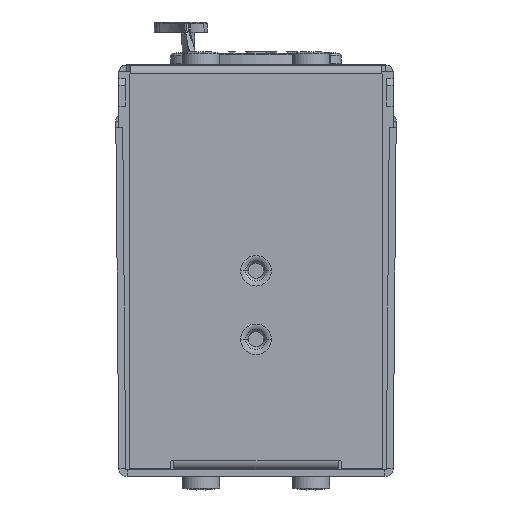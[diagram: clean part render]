
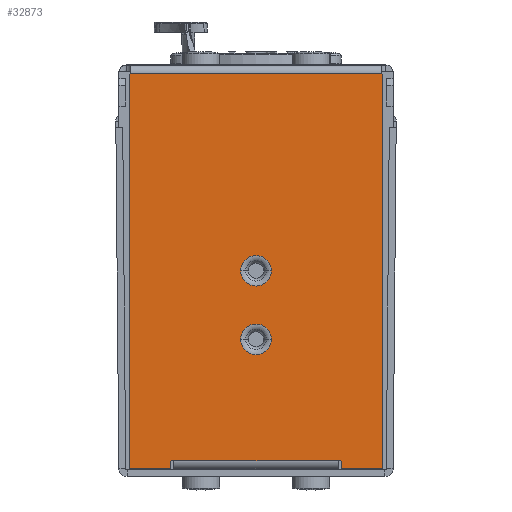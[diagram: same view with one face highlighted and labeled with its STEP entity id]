
A CAD part, left-side view. The second image highlights one B-rep face of the part: STEP entity #32873.
In plain terms, the highlighted planar face has unit normal (-1, 0, 0).
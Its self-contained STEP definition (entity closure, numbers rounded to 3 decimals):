
#6754=CARTESIAN_POINT('',(-75.,12.25,-56.95));
#6755=DIRECTION('',(1.,0.,0.));
#6756=DIRECTION('',(0.,1.,0.));
#6757=AXIS2_PLACEMENT_3D('',#6754,#6755,#6756);
#6759=DIRECTION('',(0.,0.,1.));
#6760=VECTOR('',#6759,0.95);
#6761=CARTESIAN_POINT('',(-75.,12.5,-57.9));
#6762=LINE('',#6761,#6760);
#6763=DIRECTION('',(0.,-1.,0.));
#6764=VECTOR('',#6763,6.);
#6765=CARTESIAN_POINT('',(-75.,18.5,-57.9));
#6766=LINE('',#6765,#6764);
#6767=DIRECTION('',(0.,0.,1.));
#6768=VECTOR('',#6767,57.422);
#6769=CARTESIAN_POINT('',(-75.,18.5,-57.9));
#6770=LINE('',#6769,#6768);
#6771=CARTESIAN_POINT('',(-75.,19.229,0.207));
#6772=DIRECTION('',(1.,0.,0.));
#6773=DIRECTION('',(0.,-0.913,-0.407));
#6774=AXIS2_PLACEMENT_3D('',#6771,#6772,#6773);
#6776=CARTESIAN_POINT('',(-75.,-19.229,0.207));
#6777=DIRECTION('',(1.,0.,0.));
#6778=DIRECTION('',(0.,0.729,-0.685));
#6779=AXIS2_PLACEMENT_3D('',#6776,#6777,#6778);
#6781=DIRECTION('',(0.,0.,1.));
#6782=VECTOR('',#6781,57.422);
#6783=CARTESIAN_POINT('',(-75.,-18.5,-57.9));
#6784=LINE('',#6783,#6782);
#6785=DIRECTION('',(0.,-1.,0.));
#6786=VECTOR('',#6785,6.);
#6787=CARTESIAN_POINT('',(-75.,-12.5,-57.9));
#6788=LINE('',#6787,#6786);
#6789=DIRECTION('',(0.,0.,1.));
#6790=VECTOR('',#6789,0.95);
#6791=CARTESIAN_POINT('',(-75.,-12.5,-57.9));
#6792=LINE('',#6791,#6790);
#6793=CARTESIAN_POINT('',(-75.,-12.25,-56.95));
#6794=DIRECTION('',(-1.,0.,0.));
#6795=DIRECTION('',(0.,-1.,0.));
#6796=AXIS2_PLACEMENT_3D('',#6793,#6794,#6795);
#6798=CARTESIAN_POINT('',(-75.,0.,-39.));
#6799=DIRECTION('',(-1.,0.,0.));
#6800=DIRECTION('',(0.,-1.,0.));
#6801=AXIS2_PLACEMENT_3D('',#6798,#6799,#6800);
#6803=CARTESIAN_POINT('',(-75.,0.,-39.));
#6804=DIRECTION('',(-1.,0.,0.));
#6805=DIRECTION('',(0.,1.,0.));
#6806=AXIS2_PLACEMENT_3D('',#6803,#6804,#6805);
#6808=CARTESIAN_POINT('',(-75.,0.,-29.));
#6809=DIRECTION('',(-1.,0.,0.));
#6810=DIRECTION('',(0.,-1.,0.));
#6811=AXIS2_PLACEMENT_3D('',#6808,#6809,#6810);
#6813=CARTESIAN_POINT('',(-75.,0.,-29.));
#6814=DIRECTION('',(-1.,0.,0.));
#6815=DIRECTION('',(0.,1.,0.));
#6816=AXIS2_PLACEMENT_3D('',#6813,#6814,#6815);
#6845=DIRECTION('',(0.,-1.,0.));
#6846=VECTOR('',#6845,24.5);
#6847=CARTESIAN_POINT('',(-75.,12.25,-56.7));
#6848=LINE('',#6847,#6846);
#6964=CARTESIAN_POINT('',(-75.,18.315,-0.2));
#6970=CARTESIAN_POINT('',(-75.,-18.315,-0.2));
#6990=DIRECTION('',(0.,1.,0.));
#6991=VECTOR('',#6990,36.63);
#6992=CARTESIAN_POINT('',(-75.,-18.315,-0.2));
#6993=LINE('',#6992,#6991);
#18763=VERTEX_POINT('',#6964);
#18764=VERTEX_POINT('',#6970);
#18789=CARTESIAN_POINT('',(-75.,18.5,-57.9));
#18790=CARTESIAN_POINT('',(-75.,18.5,-0.478));
#18791=VERTEX_POINT('',#18789);
#18792=VERTEX_POINT('',#18790);
#18793=CARTESIAN_POINT('',(-75.,-18.5,-57.9));
#18794=CARTESIAN_POINT('',(-75.,-18.5,-0.478));
#18795=VERTEX_POINT('',#18793);
#18796=VERTEX_POINT('',#18794);
#18811=CARTESIAN_POINT('',(-75.,12.5,-57.9));
#18812=CARTESIAN_POINT('',(-75.,12.5,-56.95));
#18813=VERTEX_POINT('',#18811);
#18814=VERTEX_POINT('',#18812);
#18815=CARTESIAN_POINT('',(-75.,12.25,-56.7));
#18816=VERTEX_POINT('',#18815);
#18818=CARTESIAN_POINT('',(-75.,-12.5,-57.9));
#18819=CARTESIAN_POINT('',(-75.,-12.5,-56.95));
#18820=VERTEX_POINT('',#18818);
#18821=VERTEX_POINT('',#18819);
#18822=CARTESIAN_POINT('',(-75.,-12.25,-56.7));
#18823=VERTEX_POINT('',#18822);
#18845=CARTESIAN_POINT('',(-75.,-2.23,-39.));
#18846=CARTESIAN_POINT('',(-75.,2.23,-39.));
#18847=VERTEX_POINT('',#18845);
#18848=VERTEX_POINT('',#18846);
#18849=CARTESIAN_POINT('',(-75.,-2.23,-29.));
#18850=CARTESIAN_POINT('',(-75.,2.23,-29.));
#18851=VERTEX_POINT('',#18849);
#18852=VERTEX_POINT('',#18850);
#32836=CARTESIAN_POINT('',(-75.,18.9,1.));
#32837=DIRECTION('',(-1.,0.,0.));
#32838=DIRECTION('',(0.,1.,0.));
#32839=AXIS2_PLACEMENT_3D('',#32836,#32837,#32838);
#32840=PLANE('',#32839);
#32842=ORIENTED_EDGE('',*,*,#32841,.F.);
#32844=ORIENTED_EDGE('',*,*,#32843,.F.);
#32846=ORIENTED_EDGE('',*,*,#32845,.F.);
#32847=ORIENTED_EDGE('',*,*,#32787,.F.);
#32848=ORIENTED_EDGE('',*,*,#32818,.T.);
#32849=ORIENTED_EDGE('',*,*,#32829,.F.);
#32851=ORIENTED_EDGE('',*,*,#32850,.F.);
#32852=ORIENTED_EDGE('',*,*,#32761,.F.);
#32853=ORIENTED_EDGE('',*,*,#32773,.F.);
#32854=ORIENTED_EDGE('',*,*,#32804,.F.);
#32856=ORIENTED_EDGE('',*,*,#32855,.T.);
#32858=ORIENTED_EDGE('',*,*,#32857,.T.);
#32859=EDGE_LOOP('',(#32842,#32844,#32846,#32847,#32848,#32849,#32851,#32852,
#32853,#32854,#32856,#32858));
#32860=FACE_OUTER_BOUND('',#32859,.F.);
#32862=ORIENTED_EDGE('',*,*,#32861,.T.);
#32864=ORIENTED_EDGE('',*,*,#32863,.T.);
#32865=EDGE_LOOP('',(#32862,#32864));
#32866=FACE_BOUND('',#32865,.F.);
#32868=ORIENTED_EDGE('',*,*,#32867,.T.);
#32870=ORIENTED_EDGE('',*,*,#32869,.T.);
#32871=EDGE_LOOP('',(#32868,#32870));
#32872=FACE_BOUND('',#32871,.F.);
#32873=ADVANCED_FACE('',(#32860,#32866,#32872),#32840,.T.);
#6758=CIRCLE('',#6757,0.25);
#6775=CIRCLE('',#6774,1.);
#6780=CIRCLE('',#6779,1.);
#6797=CIRCLE('',#6796,0.25);
#6802=CIRCLE('',#6801,2.23);
#6807=CIRCLE('',#6806,2.23);
#6812=CIRCLE('',#6811,2.23);
#6817=CIRCLE('',#6816,2.23);
#32761=EDGE_CURVE('',#18796,#18764,#6780,.T.);
#32773=EDGE_CURVE('',#18795,#18796,#6784,.T.);
#32787=EDGE_CURVE('',#18791,#18813,#6766,.T.);
#32804=EDGE_CURVE('',#18820,#18795,#6788,.T.);
#32818=EDGE_CURVE('',#18791,#18792,#6770,.T.);
#32829=EDGE_CURVE('',#18763,#18792,#6775,.T.);
#32841=EDGE_CURVE('',#18816,#18823,#6848,.T.);
#32843=EDGE_CURVE('',#18814,#18816,#6758,.T.);
#32845=EDGE_CURVE('',#18813,#18814,#6762,.T.);
#32850=EDGE_CURVE('',#18764,#18763,#6993,.T.);
#32855=EDGE_CURVE('',#18820,#18821,#6792,.T.);
#32857=EDGE_CURVE('',#18821,#18823,#6797,.T.);
#32861=EDGE_CURVE('',#18847,#18848,#6802,.T.);
#32863=EDGE_CURVE('',#18848,#18847,#6807,.T.);
#32867=EDGE_CURVE('',#18851,#18852,#6812,.T.);
#32869=EDGE_CURVE('',#18852,#18851,#6817,.T.);
